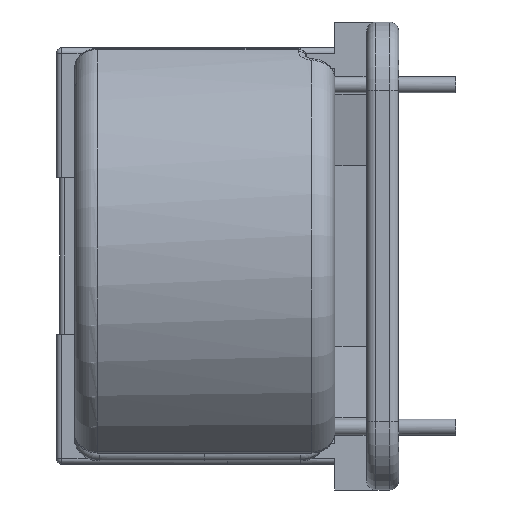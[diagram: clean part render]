
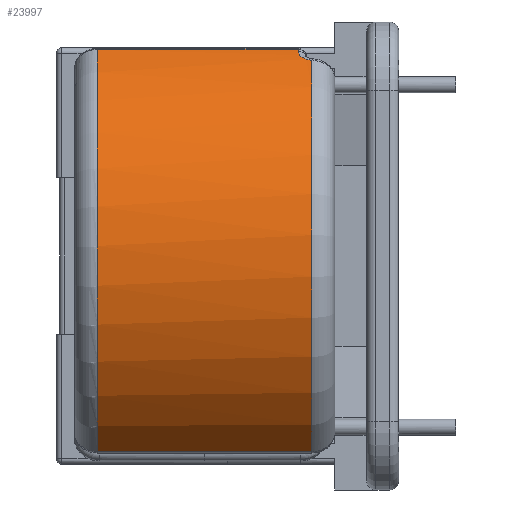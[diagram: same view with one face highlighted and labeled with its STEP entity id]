
A CAD part, left-side view. The second image highlights one B-rep face of the part: STEP entity #23997.
In plain terms, the highlighted cylindrical face has radius 21 mm (diameter 42 mm), a partial arc.
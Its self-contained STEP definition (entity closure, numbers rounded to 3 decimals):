
#9 = FACE_OUTER_BOUND ( 'NONE', #11323, .T. ) ;
#133 = DIRECTION ( 'NONE',  ( 0., 0., 1. ) ) ;
#936 = CARTESIAN_POINT ( 'NONE',  ( -10.656, 11.4, 18.096 ) ) ;
#992 = ORIENTED_EDGE ( 'NONE', *, *, #11985, .F. ) ;
#1394 = AXIS2_PLACEMENT_3D ( 'NONE', #17824, #10418, #6627 ) ;
#1594 = VERTEX_POINT ( 'NONE', #10487 ) ;
#2470 = VECTOR ( 'NONE', #23350, 1000. ) ;
#3137 = CARTESIAN_POINT ( 'NONE',  ( -10.656, -8.2, 18.096 ) ) ;
#3185 = CARTESIAN_POINT ( 'NONE',  ( -12.134, 11.4, -17.139 ) ) ;
#3296 = ORIENTED_EDGE ( 'NONE', *, *, #7598, .F. ) ;
#3402 = AXIS2_PLACEMENT_3D ( 'NONE', #7523, #17019, #133 ) ;
#3511 = DIRECTION ( 'NONE',  ( 0., 0., -1. ) ) ;
#3745 = AXIS2_PLACEMENT_3D ( 'NONE', #12926, #18603, #3511 ) ;
#4146 = CARTESIAN_POINT ( 'NONE',  ( -12.122, -9.4, 17.148 ) ) ;
#4673 = VERTEX_POINT ( 'NONE', #3137 ) ;
#4920 = CIRCLE ( 'NONE', #3402, 21. ) ;
#5178 = DIRECTION ( 'NONE',  ( 0., 1., 0. ) ) ;
#6164 = VECTOR ( 'NONE', #5178, 1000. ) ;
#6195 = CARTESIAN_POINT ( 'NONE',  ( -12.101, -9.23, 17.163 ) ) ;
#6430 = CYLINDRICAL_SURFACE ( 'NONE', #3745, 21. ) ;
#6439 = CARTESIAN_POINT ( 'NONE',  ( -10.923, -8.2, 17.936 ) ) ;
#6627 = DIRECTION ( 'NONE',  ( 0., 0., -1. ) ) ;
#7523 = CARTESIAN_POINT ( 'NONE',  ( 0., -9.4, 0. ) ) ;
#7598 = EDGE_CURVE ( 'NONE', #21759, #16854, #13505, .T. ) ;
#9461 = EDGE_CURVE ( 'NONE', #4673, #16904, #23433, .T. ) ;
#9464 = DIRECTION ( 'NONE',  ( 0., 0., 1. ) ) ;
#9891 = CARTESIAN_POINT ( 'NONE',  ( -11.069, -8.2, 17.847 ) ) ;
#9902 = VERTEX_POINT ( 'NONE', #4146 ) ;
#10213 = EDGE_CURVE ( 'NONE', #1594, #4673, #22915, .T. ) ;
#10229 = CARTESIAN_POINT ( 'NONE',  ( -11.606, -8.426, 17.502 ) ) ;
#10418 = DIRECTION ( 'NONE',  ( 0., -1., 0. ) ) ;
#10487 = CARTESIAN_POINT ( 'NONE',  ( -10.656, 9.4, 18.096 ) ) ;
#11066 = AXIS2_PLACEMENT_3D ( 'NONE', #22515, #20631, #9464 ) ;
#11320 = CARTESIAN_POINT ( 'NONE',  ( -10.923, -8.2, 17.936 ) ) ;
#11323 = EDGE_LOOP ( 'NONE', ( #20252, #992, #20976, #22018, #24222, #3296 ) ) ;
#11985 = EDGE_CURVE ( 'NONE', #16904, #9902, #22555, .T. ) ;
#12104 = CARTESIAN_POINT ( 'NONE',  ( -11.825, -8.643, 17.355 ) ) ;
#12926 = CARTESIAN_POINT ( 'NONE',  ( 0., 11.4, 0. ) ) ;
#13505 = LINE ( 'NONE', #3185, #6164 ) ;
#15371 = CIRCLE ( 'NONE', #11066, 21. ) ;
#15697 = CARTESIAN_POINT ( 'NONE',  ( -12.055, -9.069, 17.195 ) ) ;
#16854 = VERTEX_POINT ( 'NONE', #18344 ) ;
#16904 = VERTEX_POINT ( 'NONE', #11320 ) ;
#17019 = DIRECTION ( 'NONE',  ( 0., -1., 0. ) ) ;
#17405 = CARTESIAN_POINT ( 'NONE',  ( -11.916, -8.774, 17.292 ) ) ;
#17767 = EDGE_CURVE ( 'NONE', #9902, #21759, #4920, .T. ) ;
#17824 = CARTESIAN_POINT ( 'NONE',  ( 0., -8.2, 0. ) ) ;
#18344 = CARTESIAN_POINT ( 'NONE',  ( -12.134, 9.4, -17.139 ) ) ;
#18603 = DIRECTION ( 'NONE',  ( 0., -1., 0. ) ) ;
#19271 = CARTESIAN_POINT ( 'NONE',  ( -12.122, -9.4, 17.148 ) ) ;
#19525 = CARTESIAN_POINT ( 'NONE',  ( -11.211, -8.229, 17.758 ) ) ;
#20236 = CARTESIAN_POINT ( 'NONE',  ( -12.134, -9.4, -17.139 ) ) ;
#20252 = ORIENTED_EDGE ( 'NONE', *, *, #17767, .F. ) ;
#20631 = DIRECTION ( 'NONE',  ( 0., 1., 0. ) ) ;
#20976 = ORIENTED_EDGE ( 'NONE', *, *, #9461, .F. ) ;
#21295 = CARTESIAN_POINT ( 'NONE',  ( -11.482, -8.343, 17.584 ) ) ;
#21759 = VERTEX_POINT ( 'NONE', #20236 ) ;
#22018 = ORIENTED_EDGE ( 'NONE', *, *, #10213, .F. ) ;
#22324 = EDGE_CURVE ( 'NONE', #16854, #1594, #15371, .T. ) ;
#22515 = CARTESIAN_POINT ( 'NONE',  ( 0., 9.4, 0. ) ) ;
#22555 = B_SPLINE_CURVE_WITH_KNOTS ( 'NONE', 3,
 ( #6439, #9891, #19525, #21295, #10229, #12104, #17405, #15697, #6195, #19271 ),
 .UNSPECIFIED., .F., .F.,
 ( 4, 2, 2, 2, 4 ),
 ( 0., 0.001, 0.001, 0.002, 0.002 ),
 .UNSPECIFIED. ) ;
#22915 = LINE ( 'NONE', #936, #2470 ) ;
#23350 = DIRECTION ( 'NONE',  ( 0., -1., 0. ) ) ;
#23433 = CIRCLE ( 'NONE', #1394, 21. ) ;
#23997 = ADVANCED_FACE ( 'NONE', ( #9 ), #6430, .T. ) ;
#24222 = ORIENTED_EDGE ( 'NONE', *, *, #22324, .F. ) ;
